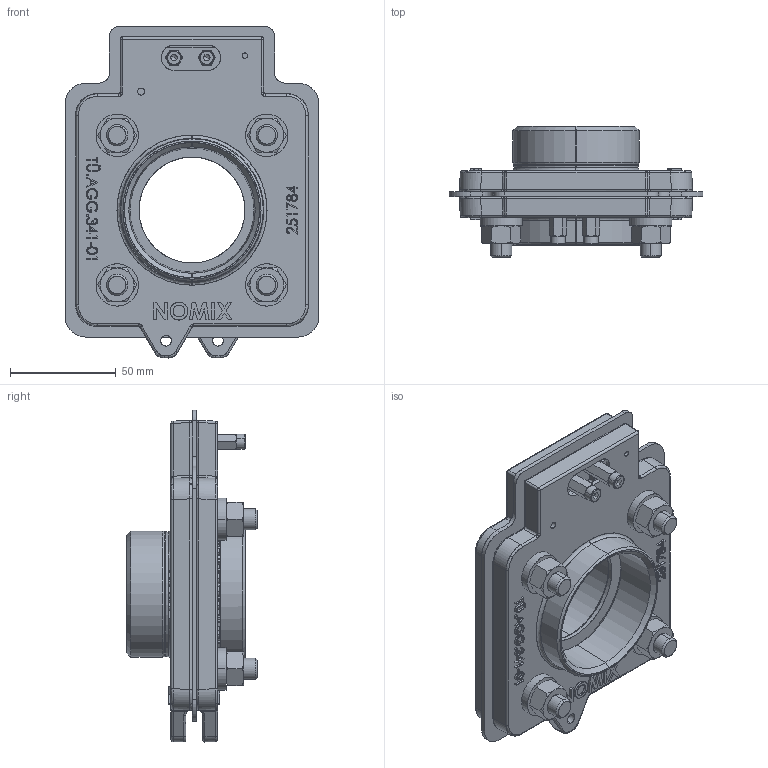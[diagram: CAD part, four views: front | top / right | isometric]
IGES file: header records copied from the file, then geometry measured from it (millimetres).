
Start section: SolidWorks IGES file using analytic representation for surfaces
Global section: file name: TAG-Adapter 2in_251722.IGS; native system: SolidWorks 2010; preprocessor: SolidWorks 2010; author: LarsenR; date: 120927.103752; units: millimetre
Bounding box: 120 x 61.85 x 156.89 mm (x, y, z)
Surface area: 92150.7 mm2 (no closed solid volume)
Topology: 0 solids, 0 shells, 1826 faces, 37054 edges, 37040 vertices
Faces by surface type: bspline 1586, revolution 240
